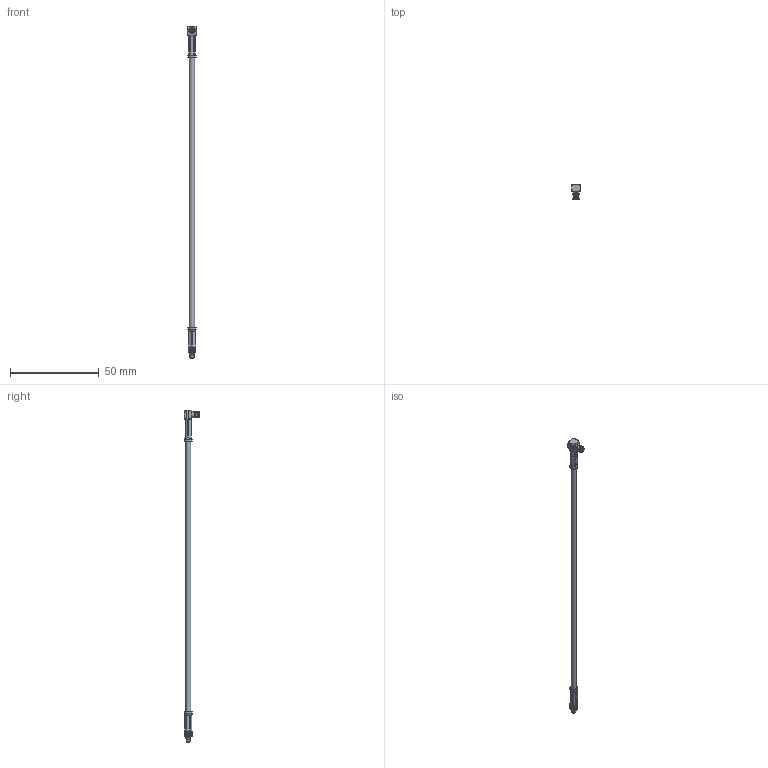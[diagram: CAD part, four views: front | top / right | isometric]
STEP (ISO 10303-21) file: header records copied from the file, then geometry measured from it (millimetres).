
FILE_DESCRIPTION (( 'STEP AP203' ), '1' );
FILE_NAME ('PE3W06043_3D.step', '2022-03-04T00:15:22', ( '' ), ( '' ), 'SwSTEP 2.0', 'SolidWorks 2021', '' );
FILE_SCHEMA (( 'CONFIG_CONTROL_DESIGN' ));
Products named in the file (4): RG316-DS^PE3W06043_RG316; PE4879^PE3W06043_Crimped; PE44874^PE3W06043; PE3W06043_3D
Assembly tree (3 placements, depth 2):
  PE3W06043_3D
    RG316-DS^PE3W06043_RG316
    PE4879^PE3W06043_Crimped
    PE44874^PE3W06043
Bounding box: 5.18 x 8.85 x 187.37 mm (x, y, z)
Volume: 1345.7 mm3; surface area: 2393 mm2
Topology: 6 solids, 6 shells, 2693 faces, 5856 edges, 3190 vertices
Faces by surface type: bspline 2032, cylinder 527, plane 101, cone 32, torus 1
Full cylindrical faces by diameter (mm): 0.508 x2, 1.3 x1, 1.7 x1, 1.945 x1, 2.032 x1, 2.312 x2, 2.7 x1, 2.896 x1, 3.498 x1, 3.556 x2, 3.988 x1, 4.572 x2
Entity records: 98142 total; most frequent: CARTESIAN_POINT 61745, ORIENTED_EDGE 11640, EDGE_CURVE 5820, VERTEX_POINT 3180, EDGE_LOOP 2738, FACE_OUTER_BOUND 2713, ADVANCED_FACE 2693, B_SPLINE_CURVE_WITH_KNOTS 2604
